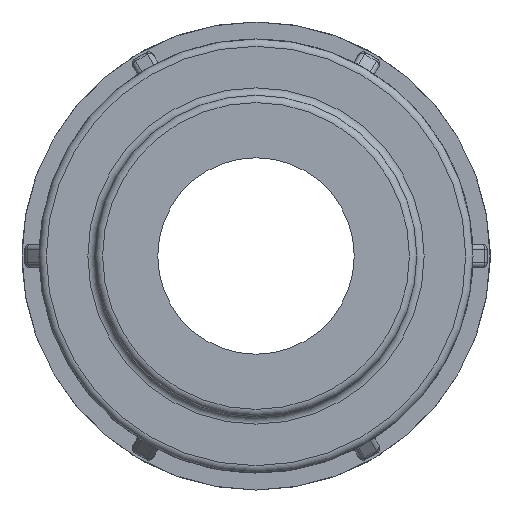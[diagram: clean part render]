
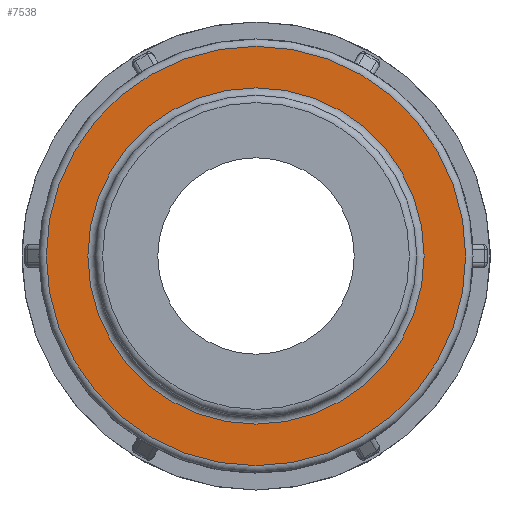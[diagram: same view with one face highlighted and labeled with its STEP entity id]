
A CAD part, left-side view. The second image highlights one B-rep face of the part: STEP entity #7538.
In plain terms, the highlighted planar face has unit normal (-1, 0, 0).
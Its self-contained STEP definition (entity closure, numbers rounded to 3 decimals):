
#22=FACE_BOUND('',#1410,.T.);
#284=PLANE('',#8452);
#933=FACE_OUTER_BOUND('',#1409,.T.);
#1409=EDGE_LOOP('',(#6791));
#1410=EDGE_LOOP('',(#6792));
#2832=CIRCLE('',#8451,21.915);
#2833=CIRCLE('',#8453,27.329);
#3517=VERTEX_POINT('',#14526);
#3518=VERTEX_POINT('',#14529);
#4634=EDGE_CURVE('',#3517,#3517,#2832,.T.);
#4635=EDGE_CURVE('',#3518,#3518,#2833,.T.);
#6791=ORIENTED_EDGE('',*,*,#4635,.F.);
#6792=ORIENTED_EDGE('',*,*,#4634,.F.);
#7538=ADVANCED_FACE('',(#933,#22),#284,.T.);
#8451=AXIS2_PLACEMENT_3D('',#14527,#10722,#10723);
#8452=AXIS2_PLACEMENT_3D('',#14528,#10724,#10725);
#8453=AXIS2_PLACEMENT_3D('',#14530,#10726,#10727);
#10722=DIRECTION('center_axis',(-1.,0.,0.));
#10723=DIRECTION('ref_axis',(0.,-1.,0.));
#10724=DIRECTION('center_axis',(-1.,0.,0.));
#10725=DIRECTION('ref_axis',(0.,0.,1.));
#10726=DIRECTION('center_axis',(1.,0.,0.));
#10727=DIRECTION('ref_axis',(0.,-1.,0.));
#14526=CARTESIAN_POINT('',(-3.,21.915,0.));
#14527=CARTESIAN_POINT('Origin',(-3.,0.,0.));
#14528=CARTESIAN_POINT('Origin',(-3.,28.289,0.));
#14529=CARTESIAN_POINT('',(-3.,27.329,0.));
#14530=CARTESIAN_POINT('Origin',(-3.,0.,0.));
